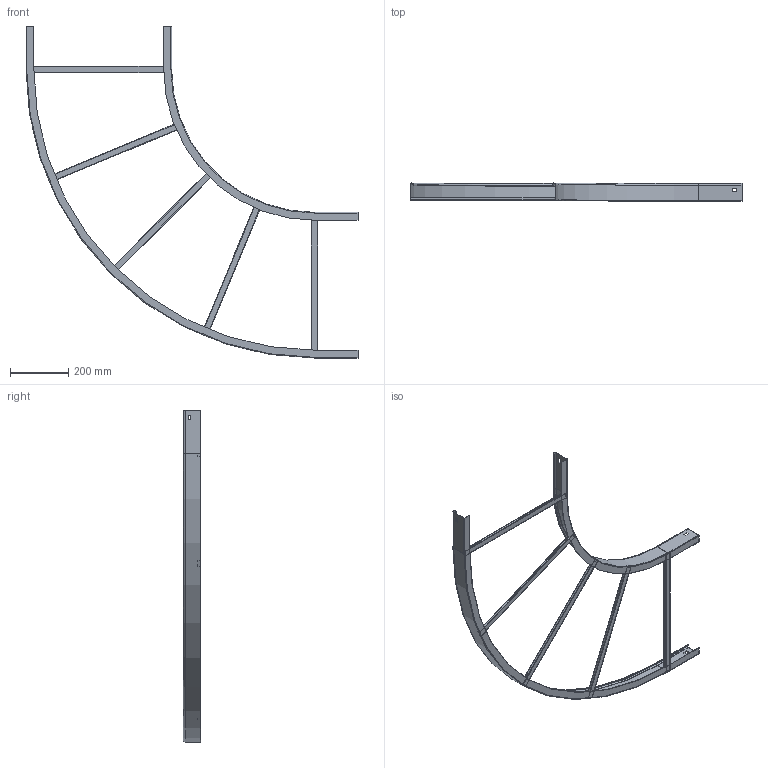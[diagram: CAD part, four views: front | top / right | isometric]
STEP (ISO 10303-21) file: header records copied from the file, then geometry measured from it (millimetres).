
FILE_DESCRIPTION((''),'2;1');
FILE_NAME('6211046_ASM','2013-01-04T',('AndreasKeweloh'),(''),'PRO/ENGINEER BY PARAMETRIC TECHNOLOGY CORPORATION, 2012230','PRO/ENGINEER BY PARAMETRIC TECHNOLOGY CORPORATION, 2012230','');
FILE_SCHEMA(('CONFIG_CONTROL_DESIGN'));
Length unit declared in the file: millimetre
Products named in the file (4): 6211046_INNENHOLM; 6211046_AU_ENHOLM; 6211046_NORMALSPROSSE; 6211046_ASM
Assembly tree (7 placements, depth 2):
  6211046_ASM
    6211046_INNENHOLM
    6211046_AU_ENHOLM
    6211046_NORMALSPROSSE  x5
Bounding box: 1140 x 60 x 1140 mm (x, y, z)
Volume: 546063.2 mm3; surface area: 816941.8 mm2
Topology: 7 solids, 7 shells, 206 faces, 552 edges, 360 vertices
Faces by surface type: plane 116, cylinder 82, torus 8
Entity records: 3804 total; most frequent: DIRECTION 674, CARTESIAN_POINT 641, ORIENTED_EDGE 624, EDGE_CURVE 312, AXIS2_PLACEMENT_3D 233, VECTOR 208, LINE 208, VERTEX_POINT 200
